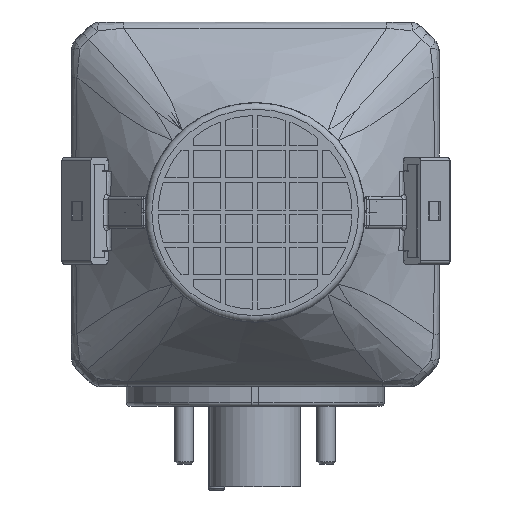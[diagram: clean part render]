
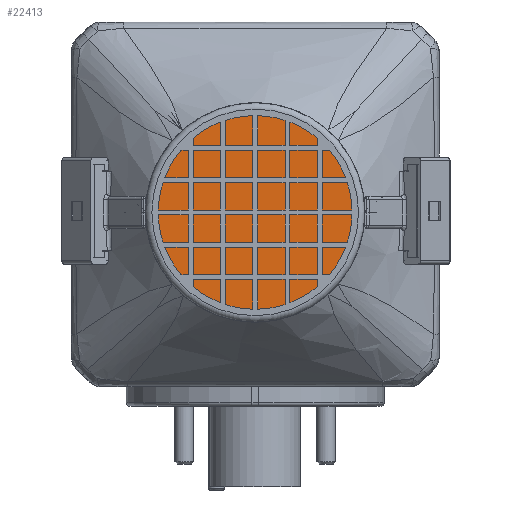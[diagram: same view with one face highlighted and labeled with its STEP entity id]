
A CAD part, left-side view. The second image highlights one B-rep face of the part: STEP entity #22413.
In plain terms, the highlighted planar face has unit normal (-1, 0, 0).
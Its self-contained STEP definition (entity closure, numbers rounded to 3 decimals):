
#452=CIRCLE('',#23467,30.48);
#2889=FACE_OUTER_BOUND('',#4186,.T.);
#4186=EDGE_LOOP('',(#19049));
#10312=VERTEX_POINT('',#43504);
#13288=EDGE_CURVE('',#10312,#10312,#452,.T.);
#19049=ORIENTED_EDGE('',*,*,#13288,.F.);
#21288=PLANE('',#23485);
#22413=ADVANCED_FACE('',(#2889),#21288,.T.);
#23467=AXIS2_PLACEMENT_3D('',#43506,#26644,#26645);
#23485=AXIS2_PLACEMENT_3D('',#43764,#26792,#26793);
#26644=DIRECTION('center_axis',(1.,0.,0.));
#26645=DIRECTION('ref_axis',(0.,-1.,0.));
#26792=DIRECTION('center_axis',(-1.,0.,0.));
#26793=DIRECTION('ref_axis',(0.,-1.,0.));
#43504=CARTESIAN_POINT('',(-131.,30.48,54.));
#43506=CARTESIAN_POINT('Origin',(-131.,0.,54.));
#43764=CARTESIAN_POINT('Origin',(-131.,0.,54.));
